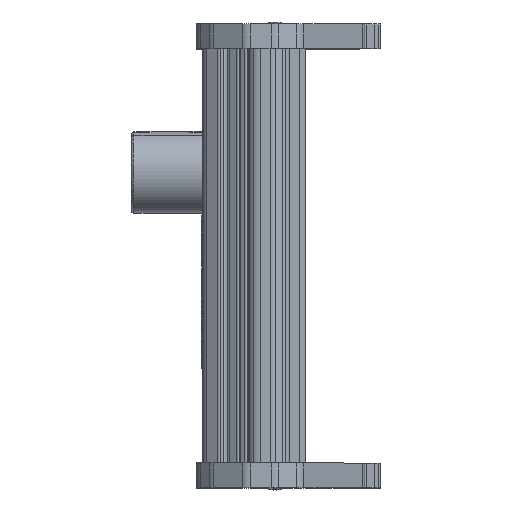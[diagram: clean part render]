
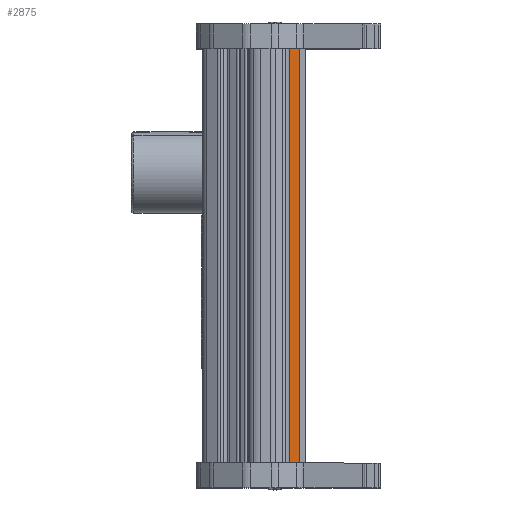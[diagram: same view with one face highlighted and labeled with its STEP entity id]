
A CAD part, top view. The second image highlights one B-rep face of the part: STEP entity #2875.
In plain terms, the highlighted planar face has unit normal (0, 0, 1).
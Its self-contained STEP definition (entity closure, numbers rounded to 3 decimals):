
#45 = PLANE('',#46);
#46 = AXIS2_PLACEMENT_3D('',#47,#48,#49);
#47 = CARTESIAN_POINT('',(-0.735,66.,-0.061));
#48 = DIRECTION('',(0.,1.,0.));
#49 = DIRECTION('',(0.,0.,1.));
#102 = PLANE('',#103);
#103 = AXIS2_PLACEMENT_3D('',#104,#105,#106);
#104 = CARTESIAN_POINT('',(-0.735,-22.,-0.061));
#105 = DIRECTION('',(0.,1.,0.));
#106 = DIRECTION('',(0.,0.,1.));
#2875 = ADVANCED_FACE('',(#2876),#2890,.T.);
#2876 = FACE_BOUND('',#2877,.T.);
#2877 = EDGE_LOOP('',(#2878,#2908,#2924,#2947));
#2878 = ORIENTED_EDGE('',*,*,#2879,.F.);
#2879 = EDGE_CURVE('',#2880,#2882,#2884,.T.);
#2880 = VERTEX_POINT('',#2881);
#2881 = CARTESIAN_POINT('',(6.572,-22.,32.961));
#2882 = VERTEX_POINT('',#2883);
#2883 = CARTESIAN_POINT('',(4.623,-22.,32.961));
#2884 = SURFACE_CURVE('',#2885,(#2889,#2901),.PCURVE_S1.);
#2885 = LINE('',#2886,#2887);
#2886 = CARTESIAN_POINT('',(-0.735,-22.,32.961));
#2887 = VECTOR('',#2888,1.);
#2888 = DIRECTION('',(-1.,0.,0.));
#2889 = PCURVE('',#2890,#2895);
#2890 = PLANE('',#2891);
#2891 = AXIS2_PLACEMENT_3D('',#2892,#2893,#2894);
#2892 = CARTESIAN_POINT('',(-0.735,66.,32.961));
#2893 = DIRECTION('',(0.,0.,1.));
#2894 = DIRECTION('',(1.,0.,0.));
#2895 = DEFINITIONAL_REPRESENTATION('',(#2896),#2900);
#2896 = LINE('',#2897,#2898);
#2897 = CARTESIAN_POINT('',(0.,-88.));
#2898 = VECTOR('',#2899,1.);
#2899 = DIRECTION('',(-1.,0.));
#2900 = ( GEOMETRIC_REPRESENTATION_CONTEXT(2) 
PARAMETRIC_REPRESENTATION_CONTEXT() REPRESENTATION_CONTEXT('2D SPACE',''
  ) );
#2901 = PCURVE('',#102,#2902);
#2902 = DEFINITIONAL_REPRESENTATION('',(#2903),#2907);
#2903 = LINE('',#2904,#2905);
#2904 = CARTESIAN_POINT('',(33.022,0.));
#2905 = VECTOR('',#2906,1.);
#2906 = DIRECTION('',(0.,-1.));
#2907 = ( GEOMETRIC_REPRESENTATION_CONTEXT(2) 
PARAMETRIC_REPRESENTATION_CONTEXT() REPRESENTATION_CONTEXT('2D SPACE',''
  ) );
#2908 = ORIENTED_EDGE('',*,*,#2909,.F.);
#2909 = EDGE_CURVE('',#2910,#2880,#2912,.T.);
#2910 = VERTEX_POINT('',#2911);
#2911 = CARTESIAN_POINT('',(6.572,66.,32.961));
#2912 = SURFACE_CURVE('',#2913,(#2917),.PCURVE_S1.);
#2913 = LINE('',#2914,#2915);
#2914 = CARTESIAN_POINT('',(6.572,66.,32.961));
#2915 = VECTOR('',#2916,1.);
#2916 = DIRECTION('',(-0.,-1.,-0.));
#2917 = PCURVE('',#2890,#2918);
#2918 = DEFINITIONAL_REPRESENTATION('',(#2919),#2923);
#2919 = LINE('',#2920,#2921);
#2920 = CARTESIAN_POINT('',(7.307,0.));
#2921 = VECTOR('',#2922,1.);
#2922 = DIRECTION('',(-0.,-1.));
#2923 = ( GEOMETRIC_REPRESENTATION_CONTEXT(2) 
PARAMETRIC_REPRESENTATION_CONTEXT() REPRESENTATION_CONTEXT('2D SPACE',''
  ) );
#2924 = ORIENTED_EDGE('',*,*,#2925,.T.);
#2925 = EDGE_CURVE('',#2910,#2926,#2928,.T.);
#2926 = VERTEX_POINT('',#2927);
#2927 = CARTESIAN_POINT('',(4.623,66.,32.961));
#2928 = SURFACE_CURVE('',#2929,(#2933,#2940),.PCURVE_S1.);
#2929 = LINE('',#2930,#2931);
#2930 = CARTESIAN_POINT('',(-0.735,66.,32.961));
#2931 = VECTOR('',#2932,1.);
#2932 = DIRECTION('',(-1.,0.,0.));
#2933 = PCURVE('',#2890,#2934);
#2934 = DEFINITIONAL_REPRESENTATION('',(#2935),#2939);
#2935 = LINE('',#2936,#2937);
#2936 = CARTESIAN_POINT('',(0.,0.));
#2937 = VECTOR('',#2938,1.);
#2938 = DIRECTION('',(-1.,0.));
#2939 = ( GEOMETRIC_REPRESENTATION_CONTEXT(2) 
PARAMETRIC_REPRESENTATION_CONTEXT() REPRESENTATION_CONTEXT('2D SPACE',''
  ) );
#2940 = PCURVE('',#45,#2941);
#2941 = DEFINITIONAL_REPRESENTATION('',(#2942),#2946);
#2942 = LINE('',#2943,#2944);
#2943 = CARTESIAN_POINT('',(33.022,0.));
#2944 = VECTOR('',#2945,1.);
#2945 = DIRECTION('',(0.,-1.));
#2946 = ( GEOMETRIC_REPRESENTATION_CONTEXT(2) 
PARAMETRIC_REPRESENTATION_CONTEXT() REPRESENTATION_CONTEXT('2D SPACE',''
  ) );
#2947 = ORIENTED_EDGE('',*,*,#2948,.T.);
#2948 = EDGE_CURVE('',#2926,#2882,#2949,.T.);
#2949 = SURFACE_CURVE('',#2950,(#2954,#2961),.PCURVE_S1.);
#2950 = LINE('',#2951,#2952);
#2951 = CARTESIAN_POINT('',(4.623,66.,32.961));
#2952 = VECTOR('',#2953,1.);
#2953 = DIRECTION('',(-0.,-1.,-0.));
#2954 = PCURVE('',#2890,#2955);
#2955 = DEFINITIONAL_REPRESENTATION('',(#2956),#2960);
#2956 = LINE('',#2957,#2958);
#2957 = CARTESIAN_POINT('',(5.357,0.));
#2958 = VECTOR('',#2959,1.);
#2959 = DIRECTION('',(-0.,-1.));
#2960 = ( GEOMETRIC_REPRESENTATION_CONTEXT(2) 
PARAMETRIC_REPRESENTATION_CONTEXT() REPRESENTATION_CONTEXT('2D SPACE',''
  ) );
#2961 = PCURVE('',#2962,#2967);
#2962 = PLANE('',#2963);
#2963 = AXIS2_PLACEMENT_3D('',#2964,#2965,#2966);
#2964 = CARTESIAN_POINT('',(4.623,66.,-0.061));
#2965 = DIRECTION('',(-1.,0.,0.));
#2966 = DIRECTION('',(0.,0.,1.));
#2967 = DEFINITIONAL_REPRESENTATION('',(#2968),#2972);
#2968 = LINE('',#2969,#2970);
#2969 = CARTESIAN_POINT('',(33.022,0.));
#2970 = VECTOR('',#2971,1.);
#2971 = DIRECTION('',(0.,-1.));
#2972 = ( GEOMETRIC_REPRESENTATION_CONTEXT(2) 
PARAMETRIC_REPRESENTATION_CONTEXT() REPRESENTATION_CONTEXT('2D SPACE',''
  ) );
